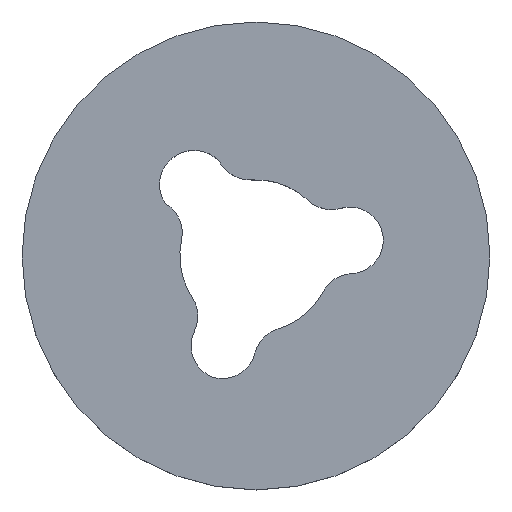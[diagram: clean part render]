
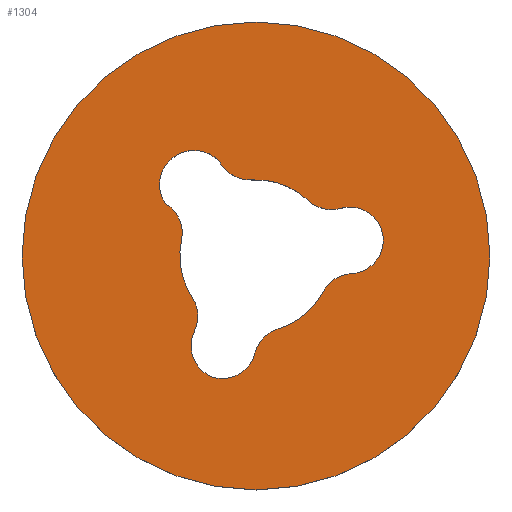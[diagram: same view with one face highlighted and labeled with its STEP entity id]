
A CAD part, top view. The second image highlights one B-rep face of the part: STEP entity #1304.
In plain terms, the highlighted planar face has unit normal (0, 0, 1).
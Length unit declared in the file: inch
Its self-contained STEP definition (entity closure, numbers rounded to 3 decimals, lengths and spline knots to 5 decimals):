
#15=FACE_BOUND('',#172,.T.);
#41=PLANE('',#1465);
#98=FACE_OUTER_BOUND('',#171,.T.);
#171=EDGE_LOOP('',(#1050));
#172=EDGE_LOOP('',(#1051,#1052,#1053,#1054,#1055,#1056,#1057,#1058,#1059,
#1060,#1061,#1062,#1063,#1064,#1065,#1066));
#447=CIRCLE('',#1463,0.07874);
#449=CIRCLE('',#1466,0.54528);
#450=CIRCLE('',#1467,0.07874);
#451=CIRCLE('',#1468,0.07874);
#452=CIRCLE('',#1469,0.07874);
#453=CIRCLE('',#1470,0.1775);
#454=CIRCLE('',#1471,0.07874);
#455=CIRCLE('',#1472,0.07874);
#456=CIRCLE('',#1473,0.07874);
#457=CIRCLE('',#1474,0.07874);
#458=CIRCLE('',#1475,0.1775);
#459=CIRCLE('',#1476,0.07874);
#460=CIRCLE('',#1477,0.07874);
#461=CIRCLE('',#1478,0.3);
#462=CIRCLE('',#1479,0.07874);
#463=CIRCLE('',#1480,0.07874);
#464=CIRCLE('',#1481,0.1775);
#577=VERTEX_POINT('',#2260);
#578=VERTEX_POINT('',#2261);
#581=VERTEX_POINT('',#2269);
#582=VERTEX_POINT('',#2271);
#583=VERTEX_POINT('',#2273);
#584=VERTEX_POINT('',#2275);
#585=VERTEX_POINT('',#2277);
#586=VERTEX_POINT('',#2279);
#587=VERTEX_POINT('',#2281);
#588=VERTEX_POINT('',#2283);
#589=VERTEX_POINT('',#2285);
#590=VERTEX_POINT('',#2287);
#591=VERTEX_POINT('',#2289);
#592=VERTEX_POINT('',#2291);
#593=VERTEX_POINT('',#2293);
#594=VERTEX_POINT('',#2295);
#595=VERTEX_POINT('',#2297);
#755=EDGE_CURVE('',#577,#578,#447,.T.);
#759=EDGE_CURVE('',#581,#581,#449,.T.);
#760=EDGE_CURVE('',#577,#582,#450,.F.);
#761=EDGE_CURVE('',#582,#583,#451,.F.);
#762=EDGE_CURVE('',#584,#583,#452,.T.);
#763=EDGE_CURVE('',#585,#584,#453,.T.);
#764=EDGE_CURVE('',#586,#585,#454,.T.);
#765=EDGE_CURVE('',#586,#587,#455,.F.);
#766=EDGE_CURVE('',#588,#587,#456,.T.);
#767=EDGE_CURVE('',#589,#588,#457,.T.);
#768=EDGE_CURVE('',#590,#589,#458,.T.);
#769=EDGE_CURVE('',#591,#590,#459,.T.);
#770=EDGE_CURVE('',#591,#592,#460,.F.);
#771=EDGE_CURVE('',#593,#592,#461,.T.);
#772=EDGE_CURVE('',#594,#593,#462,.T.);
#773=EDGE_CURVE('',#595,#594,#463,.T.);
#774=EDGE_CURVE('',#578,#595,#464,.T.);
#1050=ORIENTED_EDGE('',*,*,#759,.F.);
#1051=ORIENTED_EDGE('',*,*,#755,.F.);
#1052=ORIENTED_EDGE('',*,*,#760,.T.);
#1053=ORIENTED_EDGE('',*,*,#761,.T.);
#1054=ORIENTED_EDGE('',*,*,#762,.F.);
#1055=ORIENTED_EDGE('',*,*,#763,.F.);
#1056=ORIENTED_EDGE('',*,*,#764,.F.);
#1057=ORIENTED_EDGE('',*,*,#765,.T.);
#1058=ORIENTED_EDGE('',*,*,#766,.F.);
#1059=ORIENTED_EDGE('',*,*,#767,.F.);
#1060=ORIENTED_EDGE('',*,*,#768,.F.);
#1061=ORIENTED_EDGE('',*,*,#769,.F.);
#1062=ORIENTED_EDGE('',*,*,#770,.T.);
#1063=ORIENTED_EDGE('',*,*,#771,.F.);
#1064=ORIENTED_EDGE('',*,*,#772,.F.);
#1065=ORIENTED_EDGE('',*,*,#773,.F.);
#1066=ORIENTED_EDGE('',*,*,#774,.F.);
#1304=ADVANCED_FACE('',(#98,#15),#41,.F.);
#1463=AXIS2_PLACEMENT_3D('',#2262,#1843,#1844);
#1465=AXIS2_PLACEMENT_3D('',#2268,#1849,#1850);
#1466=AXIS2_PLACEMENT_3D('',#2270,#1851,#1852);
#1467=AXIS2_PLACEMENT_3D('',#2272,#1853,#1854);
#1468=AXIS2_PLACEMENT_3D('',#2274,#1855,#1856);
#1469=AXIS2_PLACEMENT_3D('',#2276,#1857,#1858);
#1470=AXIS2_PLACEMENT_3D('',#2278,#1859,#1860);
#1471=AXIS2_PLACEMENT_3D('',#2280,#1861,#1862);
#1472=AXIS2_PLACEMENT_3D('',#2282,#1863,#1864);
#1473=AXIS2_PLACEMENT_3D('',#2284,#1865,#1866);
#1474=AXIS2_PLACEMENT_3D('',#2286,#1867,#1868);
#1475=AXIS2_PLACEMENT_3D('',#2288,#1869,#1870);
#1476=AXIS2_PLACEMENT_3D('',#2290,#1871,#1872);
#1477=AXIS2_PLACEMENT_3D('',#2292,#1873,#1874);
#1478=AXIS2_PLACEMENT_3D('',#2294,#1875,#1876);
#1479=AXIS2_PLACEMENT_3D('',#2296,#1877,#1878);
#1480=AXIS2_PLACEMENT_3D('',#2298,#1879,#1880);
#1481=AXIS2_PLACEMENT_3D('',#2299,#1881,#1882);
#1843=DIRECTION('center_axis',(0.,0.,-1.));
#1844=DIRECTION('ref_axis',(-0.273,0.962,0.));
#1849=DIRECTION('center_axis',(0.,0.,-1.));
#1850=DIRECTION('ref_axis',(1.,0.,0.));
#1851=DIRECTION('center_axis',(0.,0.,-1.));
#1852=DIRECTION('ref_axis',(1.,0.,0.));
#1853=DIRECTION('center_axis',(0.,0.,1.));
#1854=DIRECTION('ref_axis',(0.981,0.196,0.));
#1855=DIRECTION('center_axis',(0.,0.,1.));
#1856=DIRECTION('ref_axis',(-0.053,0.999,0.));
#1857=DIRECTION('center_axis',(0.,0.,-1.));
#1858=DIRECTION('ref_axis',(-0.439,0.898,0.));
#1859=DIRECTION('center_axis',(0.,0.,1.));
#1860=DIRECTION('ref_axis',(1.,0.,0.));
#1861=DIRECTION('center_axis',(0.,0.,-1.));
#1862=DIRECTION('ref_axis',(0.97,-0.242,0.));
#1863=DIRECTION('center_axis',(0.,0.,1.));
#1864=DIRECTION('ref_axis',(-0.25,-0.968,0.));
#1865=DIRECTION('center_axis',(0.,0.,1.));
#1866=DIRECTION('ref_axis',(-0.964,-0.266,0.));
#1867=DIRECTION('center_axis',(0.,0.,-1.));
#1868=DIRECTION('ref_axis',(-0.837,-0.548,0.));
#1869=DIRECTION('center_axis',(0.,0.,1.));
#1870=DIRECTION('ref_axis',(1.,0.,0.));
#1871=DIRECTION('center_axis',(0.,0.,-1.));
#1872=DIRECTION('ref_axis',(0.914,0.406,0.));
#1873=DIRECTION('center_axis',(0.,0.,1.));
#1874=DIRECTION('ref_axis',(-0.66,0.751,0.));
#1875=DIRECTION('center_axis',(0.,0.,1.));
#1876=DIRECTION('ref_axis',(1.,0.,0.));
#1877=DIRECTION('center_axis',(0.,0.,1.));
#1878=DIRECTION('ref_axis',(0.252,0.968,0.));
#1879=DIRECTION('center_axis',(0.,0.,-1.));
#1880=DIRECTION('ref_axis',(-0.056,0.998,0.));
#1881=DIRECTION('center_axis',(0.,0.,1.));
#1882=DIRECTION('ref_axis',(1.,0.,0.));
#2260=CARTESIAN_POINT('',(0.19698,0.11097,-0.7874));
#2261=CARTESIAN_POINT('',(0.12156,0.12934,-0.7874));
#2262=CARTESIAN_POINT('Origin',(0.17549,0.18672,-0.7874));
#2268=CARTESIAN_POINT('Origin',(0.,0.,-0.7874));
#2269=CARTESIAN_POINT('',(-0.54528,0.,-0.7874));
#2270=CARTESIAN_POINT('Origin',(0.,0.,-0.7874));
#2271=CARTESIAN_POINT('',(0.29569,0.05067,-0.7874));
#2272=CARTESIAN_POINT('Origin',(0.21848,0.03522,-0.7874));
#2273=CARTESIAN_POINT('',(0.22227,-0.04126,-0.7874));
#2274=CARTESIAN_POINT('Origin',(0.21808,0.03737,-0.7874));
#2275=CARTESIAN_POINT('',(0.15687,-0.08305,-0.7874));
#2276=CARTESIAN_POINT('Origin',(0.22646,-0.11989,-0.7874));
#2277=CARTESIAN_POINT('',(0.05129,-0.16993,-0.7874));
#2278=CARTESIAN_POINT('Origin',(0.,0.,-0.7874));
#2279=CARTESIAN_POINT('',(-0.00235,-0.22623,-0.7874));
#2280=CARTESIAN_POINT('Origin',(0.07405,-0.24531,-0.7874));
#2281=CARTESIAN_POINT('',(-0.09843,-0.28339,-0.7874));
#2282=CARTESIAN_POINT('Origin',(-0.07874,-0.20715,-0.7874));
#2283=CARTESIAN_POINT('',(-0.14347,-0.17471,-0.7874));
#2284=CARTESIAN_POINT('Origin',(-0.07259,-0.20901,
-0.7874));
#2285=CARTESIAN_POINT('',(-0.14848,-0.09726,-0.7874));
#2286=CARTESIAN_POINT('Origin',(-0.21435,-0.14041,-0.7874));
#2287=CARTESIAN_POINT('',(-0.17355,0.03722,-0.7874));
#2288=CARTESIAN_POINT('Origin',(0.,0.,-0.7874));
#2289=CARTESIAN_POINT('',(-0.21117,0.12192,-0.7874));
#2290=CARTESIAN_POINT('Origin',(-0.25054,0.05373,-0.7874));
#2291=CARTESIAN_POINT('',(-0.19804,0.22534,-0.7874));
#2292=CARTESIAN_POINT('Origin',(-0.14606,0.1662,-0.7874));
#2293=CARTESIAN_POINT('',(-0.19621,0.22694,-0.7874));
#2294=CARTESIAN_POINT('Origin',(0.,0.,-0.7874));
#2295=CARTESIAN_POINT('',(-0.07957,0.2116,-0.7874));
#2296=CARTESIAN_POINT('Origin',(-0.14471,0.16737,-0.7874));
#2297=CARTESIAN_POINT('',(-0.00999,0.17722,-0.7874));
#2298=CARTESIAN_POINT('Origin',(-0.01442,0.25583,-0.7874));
#2299=CARTESIAN_POINT('Origin',(0.,0.,-0.7874));
